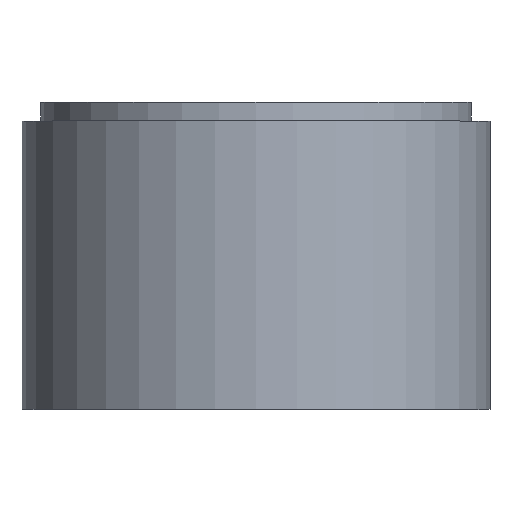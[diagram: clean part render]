
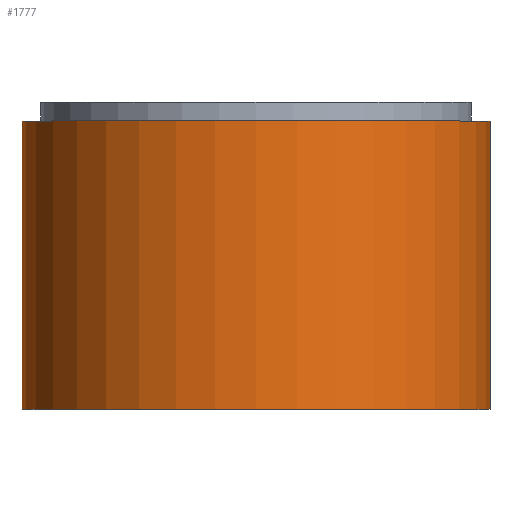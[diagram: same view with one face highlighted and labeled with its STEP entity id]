
A CAD part, top view. The second image highlights one B-rep face of the part: STEP entity #1777.
In plain terms, the highlighted cylindrical face has radius 7.938 mm (diameter 15.875 mm), a partial arc.
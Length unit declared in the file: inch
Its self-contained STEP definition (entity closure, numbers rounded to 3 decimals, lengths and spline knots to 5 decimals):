
#6=CARTESIAN_POINT('',(0.,0.,0.));
#7=DIRECTION('',(0.,1.,0.));
#8=DIRECTION('',(-1.,0.,0.));
#9=AXIS2_PLACEMENT_3D('',#6,#7,#8);
#62=DIRECTION('',(0.,1.,0.));
#63=VECTOR('',#62,0.385);
#64=CARTESIAN_POINT('',(0.3125,0.,0.));
#65=LINE('',#64,#63);
#71=DIRECTION('',(0.,1.,0.));
#72=VECTOR('',#71,0.385);
#73=CARTESIAN_POINT('',(-0.3125,0.,0.));
#74=LINE('',#73,#72);
#75=CARTESIAN_POINT('',(0.,0.385,0.));
#76=DIRECTION('',(0.,1.,0.));
#77=DIRECTION('',(-1.,0.,0.));
#78=AXIS2_PLACEMENT_3D('',#75,#76,#77);
#1605=CARTESIAN_POINT('',(0.3125,0.,0.));
#1606=CARTESIAN_POINT('',(-0.3125,0.,0.));
#1607=VERTEX_POINT('',#1605);
#1608=VERTEX_POINT('',#1606);
#1613=CARTESIAN_POINT('',(0.3125,0.385,0.));
#1614=VERTEX_POINT('',#1613);
#1615=CARTESIAN_POINT('',(-0.3125,0.385,0.));
#1616=VERTEX_POINT('',#1615);
#1765=CARTESIAN_POINT('',(0.,0.,0.));
#1766=DIRECTION('',(0.,1.,0.));
#1767=DIRECTION('',(1.,0.,0.));
#1768=AXIS2_PLACEMENT_3D('',#1765,#1766,#1767);
#1769=CYLINDRICAL_SURFACE('',#1768,0.3125);
#1770=ORIENTED_EDGE('',*,*,#1755,.F.);
#1771=ORIENTED_EDGE('',*,*,#1733,.F.);
#1772=ORIENTED_EDGE('',*,*,#1759,.T.);
#1774=ORIENTED_EDGE('',*,*,#1773,.T.);
#1775=EDGE_LOOP('',(#1770,#1771,#1772,#1774));
#1776=FACE_OUTER_BOUND('',#1775,.F.);
#1777=ADVANCED_FACE('',(#1776),#1769,.T.);
#10=CIRCLE('',#9,0.3125);
#79=CIRCLE('',#78,0.3125);
#1733=EDGE_CURVE('',#1608,#1607,#10,.T.);
#1755=EDGE_CURVE('',#1607,#1614,#65,.T.);
#1759=EDGE_CURVE('',#1608,#1616,#74,.T.);
#1773=EDGE_CURVE('',#1616,#1614,#79,.T.);
